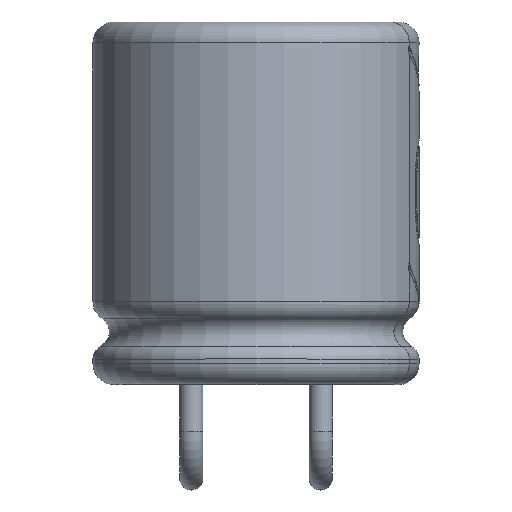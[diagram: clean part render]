
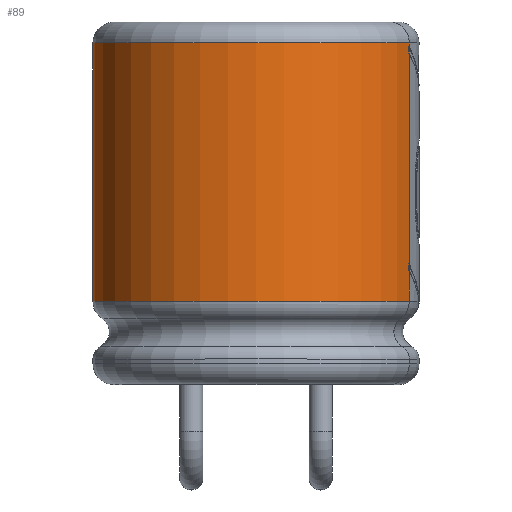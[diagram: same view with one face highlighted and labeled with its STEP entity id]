
A CAD part, top view. The second image highlights one B-rep face of the part: STEP entity #89.
In plain terms, the highlighted cylindrical face has radius 3.15 mm (diameter 6.3 mm), a partial arc.
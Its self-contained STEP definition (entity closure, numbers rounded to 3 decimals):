
#89=ADVANCED_FACE('',(#846),#848,.T.);
#846=FACE_BOUND('',#847,.T.);
#847=EDGE_LOOP('',(#1463,#1464,#1465,#1466,#1467,#1468,#1469,#1470,#1471,#1472,#1473,
#1474,#1475,#1476,#1477,#1478,#1479,#1480,#1481,#1482));
#848=CYLINDRICAL_SURFACE('',#849,3.15);
#849=AXIS2_PLACEMENT_3D('',#850,#851,#852);
#850=CARTESIAN_POINT('',(0.,3.408,3.25));
#851=DIRECTION('',(0.,1.,0.));
#852=DIRECTION('',(1.,0.,0.));
#1463=ORIENTED_EDGE('',*,*,#1907,.T.);
#1464=ORIENTED_EDGE('',*,*,#1908,.T.);
#1465=ORIENTED_EDGE('',*,*,#1894,.F.);
#1466=ORIENTED_EDGE('',*,*,#1909,.T.);
#1467=ORIENTED_EDGE('',*,*,#1910,.T.);
#1468=ORIENTED_EDGE('',*,*,#1911,.T.);
#1469=ORIENTED_EDGE('',*,*,#1912,.F.);
#1470=ORIENTED_EDGE('',*,*,#1913,.T.);
#1471=ORIENTED_EDGE('',*,*,#1914,.F.);
#1472=ORIENTED_EDGE('',*,*,#1915,.T.);
#1473=ORIENTED_EDGE('',*,*,#1916,.T.);
#1474=ORIENTED_EDGE('',*,*,#1917,.T.);
#1475=ORIENTED_EDGE('',*,*,#1896,.F.);
#1476=ORIENTED_EDGE('',*,*,#1918,.T.);
#1477=ORIENTED_EDGE('',*,*,#1919,.T.);
#1478=ORIENTED_EDGE('',*,*,#1920,.T.);
#1479=ORIENTED_EDGE('',*,*,#1906,.F.);
#1480=ORIENTED_EDGE('',*,*,#1921,.F.);
#1481=ORIENTED_EDGE('',*,*,#1884,.F.);
#1482=ORIENTED_EDGE('',*,*,#1922,.T.);
#1884=EDGE_CURVE('',#2106,#2108,#2109,.T.);
#1894=EDGE_CURVE('',#2126,#2121,#2128,.T.);
#1896=EDGE_CURVE('',#2130,#2132,#2133,.F.);
#1906=EDGE_CURVE('',#2150,#2137,#2152,.F.);
#1907=EDGE_CURVE('',#2153,#2154,#2155,.F.);
#1908=EDGE_CURVE('',#2154,#2121,#2156,.F.);
#1909=EDGE_CURVE('',#2126,#2157,#2158,.T.);
#1910=EDGE_CURVE('',#2157,#2159,#2160,.F.);
#1911=EDGE_CURVE('',#2159,#2161,#2162,.F.);
#1912=EDGE_CURVE('',#2163,#2161,#2164,.T.);
#1913=EDGE_CURVE('',#2163,#2165,#2166,.T.);
#1914=EDGE_CURVE('',#2167,#2165,#2168,.F.);
#1915=EDGE_CURVE('',#2167,#2169,#2170,.F.);
#1916=EDGE_CURVE('',#2169,#2171,#2172,.T.);
#1917=EDGE_CURVE('',#2171,#2132,#2173,.T.);
#1918=EDGE_CURVE('',#2130,#2174,#2175,.F.);
#1919=EDGE_CURVE('',#2174,#2176,#2177,.T.);
#1920=EDGE_CURVE('',#2176,#2137,#2178,.T.);
#1921=EDGE_CURVE('',#2108,#2150,#2179,.T.);
#1922=EDGE_CURVE('',#2106,#2153,#2180,.T.);
#2106=VERTEX_POINT('',#2480);
#2108=VERTEX_POINT('',#2484);
#2109=LINE('',#2485,#2486);
#2121=VERTEX_POINT('',#2513);
#2126=VERTEX_POINT('',#2522);
#2128=LINE('',#2526,#2527);
#2130=VERTEX_POINT('',#2530);
#2132=VERTEX_POINT('',#2534);
#2133=LINE('',#2535,#2536);
#2137=VERTEX_POINT('',#2545);
#2150=VERTEX_POINT('',#2571);
#2152=LINE('',#2576,#2577);
#2153=VERTEX_POINT('',#2579);
#2154=VERTEX_POINT('',#2580);
#2155=LINE('',#2581,#2582);
#2156=(BOUNDED_CURVE()B_SPLINE_CURVE(3,
(#2584,#2585,#2586,#2587),
.UNSPECIFIED.,.F.,.F.)B_SPLINE_CURVE_WITH_KNOTS((4,4),
(0.,1.),
.UNSPECIFIED.)CURVE()GEOMETRIC_REPRESENTATION_ITEM()RATIONAL_B_SPLINE_CURVE((1.,
1.,1.,1.))REPRESENTATION_ITEM(''));
#2157=VERTEX_POINT('',#2588);
#2158=(BOUNDED_CURVE()B_SPLINE_CURVE(3,
(#2589,#2590,#2591,#2592),
.UNSPECIFIED.,.F.,.F.)B_SPLINE_CURVE_WITH_KNOTS((4,4),
(0.,1.),
.UNSPECIFIED.)CURVE()GEOMETRIC_REPRESENTATION_ITEM()RATIONAL_B_SPLINE_CURVE((1.,
1.,1.,1.))REPRESENTATION_ITEM(''));
#2159=VERTEX_POINT('',#2593);
#2160=LINE('',#2594,#2595);
#2161=VERTEX_POINT('',#2597);
#2162=(BOUNDED_CURVE()B_SPLINE_CURVE(3,
(#2598,#2599,#2600,#2601),
.UNSPECIFIED.,.F.,.F.)B_SPLINE_CURVE_WITH_KNOTS((4,4),
(0.,1.),
.UNSPECIFIED.)CURVE()GEOMETRIC_REPRESENTATION_ITEM()RATIONAL_B_SPLINE_CURVE((1.,
1.,1.,1.))REPRESENTATION_ITEM(''));
#2163=VERTEX_POINT('',#2602);
#2164=LINE('',#2603,#2604);
#2165=VERTEX_POINT('',#2606);
#2166=CIRCLE('',#2607,3.15);
#2167=VERTEX_POINT('',#2611);
#2168=LINE('',#2612,#2613);
#2169=VERTEX_POINT('',#2615);
#2170=(BOUNDED_CURVE()B_SPLINE_CURVE(3,
(#2616,#2617,#2618,#2619),
.UNSPECIFIED.,.F.,.F.)B_SPLINE_CURVE_WITH_KNOTS((4,4),
(0.,1.),
.UNSPECIFIED.)CURVE()GEOMETRIC_REPRESENTATION_ITEM()RATIONAL_B_SPLINE_CURVE((1.,
1.,1.,1.))REPRESENTATION_ITEM(''));
#2171=VERTEX_POINT('',#2620);
#2172=LINE('',#2621,#2622);
#2173=(BOUNDED_CURVE()B_SPLINE_CURVE(3,
(#2624,#2625,#2626,#2627),
.UNSPECIFIED.,.F.,.F.)B_SPLINE_CURVE_WITH_KNOTS((4,4),
(0.,1.),
.UNSPECIFIED.)CURVE()GEOMETRIC_REPRESENTATION_ITEM()RATIONAL_B_SPLINE_CURVE((1.,
1.,1.,1.))REPRESENTATION_ITEM(''));
#2174=VERTEX_POINT('',#2628);
#2175=(BOUNDED_CURVE()B_SPLINE_CURVE(3,
(#2629,#2630,#2631,#2632),
.UNSPECIFIED.,.F.,.F.)B_SPLINE_CURVE_WITH_KNOTS((4,4),
(0.,1.),
.UNSPECIFIED.)CURVE()GEOMETRIC_REPRESENTATION_ITEM()RATIONAL_B_SPLINE_CURVE((1.,
1.,1.,1.))REPRESENTATION_ITEM(''));
#2176=VERTEX_POINT('',#2633);
#2177=LINE('',#2634,#2635);
#2178=(BOUNDED_CURVE()B_SPLINE_CURVE(3,
(#2637,#2638,#2639,#2640),
.UNSPECIFIED.,.F.,.F.)B_SPLINE_CURVE_WITH_KNOTS((4,4),
(0.,1.),
.UNSPECIFIED.)CURVE()GEOMETRIC_REPRESENTATION_ITEM()RATIONAL_B_SPLINE_CURVE((1.,
1.,1.,1.))REPRESENTATION_ITEM(''));
#2179=CIRCLE('',#2641,3.15);
#2180=(BOUNDED_CURVE()B_SPLINE_CURVE(3,
(#2645,#2646,#2647,#2648),
.UNSPECIFIED.,.F.,.F.)B_SPLINE_CURVE_WITH_KNOTS((4,4),
(0.,1.),
.UNSPECIFIED.)CURVE()GEOMETRIC_REPRESENTATION_ITEM()RATIONAL_B_SPLINE_CURVE((1.,
1.,1.,1.))REPRESENTATION_ITEM(''));
#2480=CARTESIAN_POINT('',(2.96,8.329,2.173));
#2484=CARTESIAN_POINT('',(2.96,8.4,2.173));
#2485=CARTESIAN_POINT('',(2.96,8.329,2.173));
#2486=VECTOR('',#2487,1.);
#2487=DIRECTION('',(0.,1.,0.));
#2513=CARTESIAN_POINT('',(2.96,8.203,2.173));
#2522=CARTESIAN_POINT('',(2.96,4.129,2.173));
#2526=CARTESIAN_POINT('',(2.96,4.129,2.173));
#2527=VECTOR('',#2528,1.);
#2528=DIRECTION('',(0.,1.,0.));
#2530=CARTESIAN_POINT('',(2.96,8.203,4.327));
#2534=CARTESIAN_POINT('',(2.96,4.129,4.327));
#2535=CARTESIAN_POINT('',(2.96,4.129,4.327));
#2536=VECTOR('',#2537,1.);
#2537=DIRECTION('',(0.,1.,0.));
#2545=CARTESIAN_POINT('',(2.96,8.329,4.327));
#2571=CARTESIAN_POINT('',(2.96,8.4,4.327));
#2576=CARTESIAN_POINT('',(2.96,8.329,4.327));
#2577=VECTOR('',#2578,1.);
#2578=DIRECTION('',(0.,1.,0.));
#2579=CARTESIAN_POINT('',(2.96,8.33,2.172));
#2580=CARTESIAN_POINT('',(2.96,8.204,2.172));
#2581=CARTESIAN_POINT('',(2.96,8.204,2.172));
#2582=VECTOR('',#2583,1.);
#2583=DIRECTION('',(0.,1.,0.));
#2584=CARTESIAN_POINT('',(2.96,8.203,2.173));
#2585=CARTESIAN_POINT('',(2.96,8.203,2.173));
#2586=CARTESIAN_POINT('',(2.96,8.204,2.172));
#2587=CARTESIAN_POINT('',(2.96,8.204,2.172));
#2588=CARTESIAN_POINT('',(2.96,4.13,2.172));
#2589=CARTESIAN_POINT('',(2.96,4.129,2.173));
#2590=CARTESIAN_POINT('',(2.96,4.129,2.173));
#2591=CARTESIAN_POINT('',(2.96,4.13,2.172));
#2592=CARTESIAN_POINT('',(2.96,4.13,2.172));
#2593=CARTESIAN_POINT('',(2.96,4.004,2.172));
#2594=CARTESIAN_POINT('',(2.96,4.004,2.172));
#2595=VECTOR('',#2596,1.);
#2596=DIRECTION('',(0.,1.,0.));
#2597=CARTESIAN_POINT('',(2.96,4.003,2.173));
#2598=CARTESIAN_POINT('',(2.96,4.003,2.173));
#2599=CARTESIAN_POINT('',(2.96,4.003,2.173));
#2600=CARTESIAN_POINT('',(2.96,4.004,2.172));
#2601=CARTESIAN_POINT('',(2.96,4.004,2.172));
#2602=CARTESIAN_POINT('',(2.96,3.408,2.173));
#2603=CARTESIAN_POINT('',(2.96,3.408,2.173));
#2604=VECTOR('',#2605,1.);
#2605=DIRECTION('',(0.,1.,0.));
#2606=CARTESIAN_POINT('',(2.96,3.408,4.327));
#2607=AXIS2_PLACEMENT_3D('',#2608,#2609,#2610);
#2608=CARTESIAN_POINT('',(0.,3.408,3.25));
#2609=DIRECTION('',(0.,1.,0.));
#2610=DIRECTION('',(0.94,0.,-0.342));
#2611=CARTESIAN_POINT('',(2.96,4.003,4.327));
#2612=CARTESIAN_POINT('',(2.96,3.408,4.327));
#2613=VECTOR('',#2614,1.);
#2614=DIRECTION('',(0.,1.,0.));
#2615=CARTESIAN_POINT('',(2.96,4.004,4.328));
#2616=CARTESIAN_POINT('',(2.96,4.004,4.328));
#2617=CARTESIAN_POINT('',(2.96,4.004,4.328));
#2618=CARTESIAN_POINT('',(2.96,4.003,4.327));
#2619=CARTESIAN_POINT('',(2.96,4.003,4.327));
#2620=CARTESIAN_POINT('',(2.96,4.13,4.328));
#2621=CARTESIAN_POINT('',(2.96,4.004,4.328));
#2622=VECTOR('',#2623,1.);
#2623=DIRECTION('',(0.,1.,0.));
#2624=CARTESIAN_POINT('',(2.96,4.13,4.328));
#2625=CARTESIAN_POINT('',(2.96,4.13,4.328));
#2626=CARTESIAN_POINT('',(2.96,4.129,4.327));
#2627=CARTESIAN_POINT('',(2.96,4.129,4.327));
#2628=CARTESIAN_POINT('',(2.96,8.204,4.328));
#2629=CARTESIAN_POINT('',(2.96,8.204,4.328));
#2630=CARTESIAN_POINT('',(2.96,8.204,4.328));
#2631=CARTESIAN_POINT('',(2.96,8.203,4.327));
#2632=CARTESIAN_POINT('',(2.96,8.203,4.327));
#2633=CARTESIAN_POINT('',(2.96,8.33,4.328));
#2634=CARTESIAN_POINT('',(2.96,8.204,4.328));
#2635=VECTOR('',#2636,1.);
#2636=DIRECTION('',(0.,1.,0.));
#2637=CARTESIAN_POINT('',(2.96,8.33,4.328));
#2638=CARTESIAN_POINT('',(2.96,8.33,4.328));
#2639=CARTESIAN_POINT('',(2.96,8.329,4.327));
#2640=CARTESIAN_POINT('',(2.96,8.329,4.327));
#2641=AXIS2_PLACEMENT_3D('',#2642,#2643,#2644);
#2642=CARTESIAN_POINT('',(0.,8.4,3.25));
#2643=DIRECTION('',(0.,1.,0.));
#2644=DIRECTION('',(0.94,0.,-0.342));
#2645=CARTESIAN_POINT('',(2.96,8.329,2.173));
#2646=CARTESIAN_POINT('',(2.96,8.329,2.173));
#2647=CARTESIAN_POINT('',(2.96,8.33,2.172));
#2648=CARTESIAN_POINT('',(2.96,8.33,2.172));
